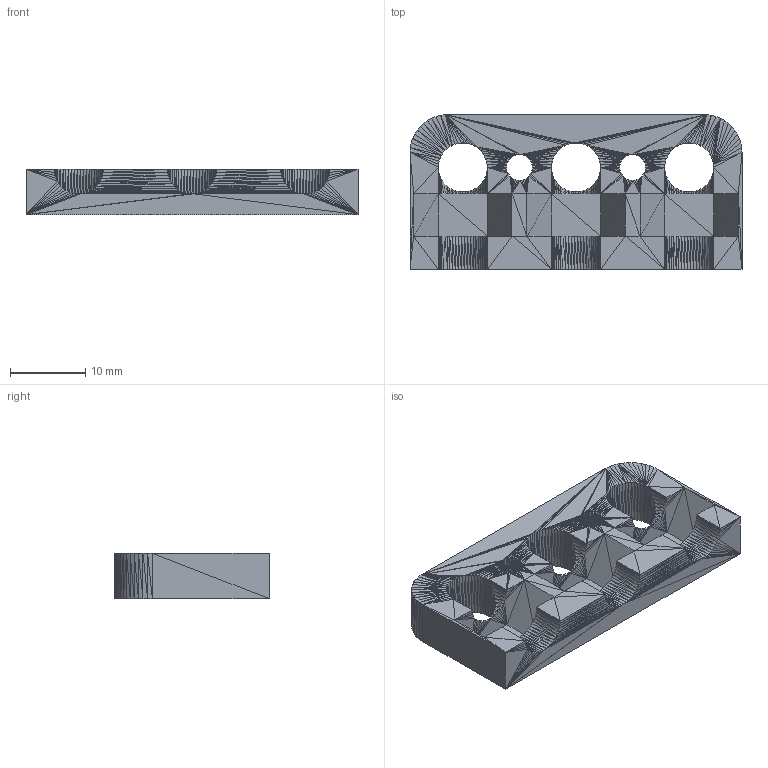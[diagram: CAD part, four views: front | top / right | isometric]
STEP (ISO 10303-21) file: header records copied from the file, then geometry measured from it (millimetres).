
FILE_DESCRIPTION(('FreeCAD Model'),'2;1');
FILE_NAME('Open CASCADE Shape Model','2023-03-17T01:55:42',('FreeCAD'),( 'FreeCAD'),'Open CASCADE STEP processor 7.6','FreeCAD','Unknown');
FILE_SCHEMA(('AUTOMOTIVE_DESIGN { 1 0 10303 214 1 1 1 1 }'));
Products named in the file (1): Open CASCADE STEP translator 7.6 1
Bounding box: 44 x 20.49 x 6 mm (x, y, z)
Volume: 3372 mm3; surface area: 3113.9 mm2
Topology: 1 solids, 1 shells, 1768 faces, 2652 edges, 876 vertices
Faces by surface type: plane 1768
Entity records: 68954 total; most frequent: DIRECTION 11494, CARTESIAN_POINT 10601, LINE 7956, VECTOR 7956, ORIENTED_EDGE 5304, PCURVE 5304, DEFINITIONAL_REPRESENTATION 5304, EDGE_CURVE 2652
